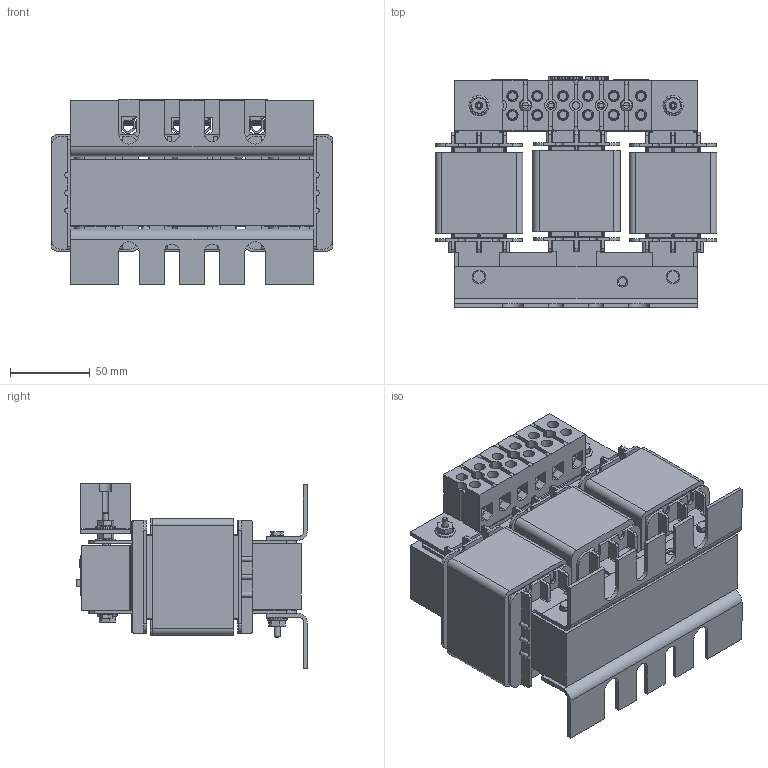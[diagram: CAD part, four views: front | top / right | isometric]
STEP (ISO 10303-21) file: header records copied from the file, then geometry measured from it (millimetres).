
FILE_DESCRIPTION(/* description */ (''),/* implementation_level */ '2;1');
FILE_NAME(/* name */ 'KTRMG10C.stp',/* time_stamp */ '2020-07-31T10:58:31-05:00',/* author */ ('jnelson'),/* organization */ (''),/* preprocessor_version */ 'ST-DEVELOPER v17',/* originating_system */ 'Autodesk Inventor 2019',/* authorisation */ '');
FILE_SCHEMA (('AUTOMOTIVE_DESIGN { 1 0 10303 214 3 1 1 }'));
Length unit declared in the file: inch
Products named in the file (19): KTRMG16A; 23362-E-1.62 STACK; 24146; 17413-REV-H; 24340coil; 15153; 23362-I-1.620 STACK; 24260-REV-NR; 25870; 2555; 26474; 14079; 11923 INVENTOR 13; 11923; 10290; 11923insert-hex head; 11923-1; 11923-HEX SCREW; 26811- KTR-KTRMG 115
Assembly tree (38 placements, depth 4):
  KTRMG16A
    23362-E-1.62 STACK
    24146  x3
      17413-REV-H
      24340coil
    15153  x2
    23362-I-1.620 STACK
    24260-REV-NR  x2
    25870
    2555  x7
    26474  x4
    14079
    11923 INVENTOR 13
      11923
      11923insert-hex head  x6
        11923-1
        11923-HEX SCREW
      10290  x2
    26811- KTR-KTRMG 115
Bounding box: 177.14 x 145.03 x 116.79 mm (x, y, z)
Volume: 1245678.3 mm3; surface area: 419728.3 mm2
Topology: 50 solids, 50 shells, 2578 faces, 6789 edges, 4401 vertices
Faces by surface type: plane 1367, cylinder 803, bspline 304, cone 79, torus 25
Full cylindrical faces by diameter (mm): 3.15 x4, 3.302 x2, 3.683 x7, 3.759 x5, 4.166 x2, 4.434 x2, 4.496 x6, 4.724 x5, 4.826 x1, 5.08 x2, 5.131 x6, 5.172 x60, 6.35 x65, 6.604 x12, 7.01 x16, 7.874 x4, 8.544 x5, 12.7 x7
Entity records: 42623 total; most frequent: CARTESIAN_POINT 11923, ORIENTED_EDGE 6550, DIRECTION 5486, EDGE_CURVE 3275, LINE 2238, VECTOR 2238, VERTEX_POINT 2161, AXIS2_PLACEMENT_3D 1624
